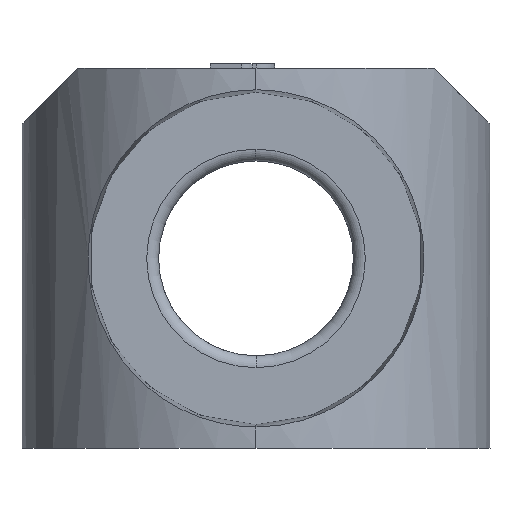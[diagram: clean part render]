
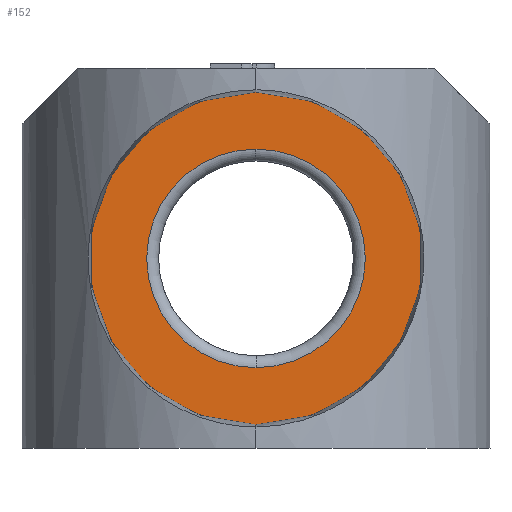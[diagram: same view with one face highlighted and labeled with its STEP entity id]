
A CAD part, left-side view. The second image highlights one B-rep face of the part: STEP entity #152.
In plain terms, the highlighted planar face has unit normal (-1, 0, 0).
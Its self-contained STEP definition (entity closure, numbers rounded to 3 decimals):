
#3 = AXIS2_PLACEMENT_3D ( 'NONE', #261, #502, #263 ) ;
#76 = EDGE_CURVE ( 'NONE', #1660, #1597, #1387, .T. ) ;
#90 = EDGE_CURVE ( 'NONE', #1597, #1660, #1407, .T. ) ;
#94 = EDGE_CURVE ( 'NONE', #1623, #1509, #1408, .T. ) ;
#95 = EDGE_CURVE ( 'NONE', #1509, #1623, #1293, .T. ) ;
#152 = ADVANCED_FACE ( 'NONE', ( #1378, #1297 ), #975, .F. ) ;
#175 = AXIS2_PLACEMENT_3D ( 'NONE', #770, #985, #834 ) ;
#261 = CARTESIAN_POINT ( 'NONE',  ( 1.15, 0., 8. ) ) ;
#263 = DIRECTION ( 'NONE',  ( 0., 0., -1. ) ) ;
#310 = DIRECTION ( 'NONE',  ( 1., 0., 0. ) ) ;
#334 = CARTESIAN_POINT ( 'NONE',  ( 1.15, 0., 8. ) ) ;
#417 = DIRECTION ( 'NONE',  ( 1., 0., 0. ) ) ;
#424 = DIRECTION ( 'NONE',  ( 0., 0., -1. ) ) ;
#502 = DIRECTION ( 'NONE',  ( 1., 0., 0. ) ) ;
#520 = DIRECTION ( 'NONE',  ( 0., 0., -1. ) ) ;
#522 = DIRECTION ( 'NONE',  ( 1., 0., 0. ) ) ;
#524 = CARTESIAN_POINT ( 'NONE',  ( 1.15, 0., 8. ) ) ;
#529 = CARTESIAN_POINT ( 'NONE',  ( 1.15, 0., 8. ) ) ;
#572 = DIRECTION ( 'NONE',  ( 0., 0., -1. ) ) ;
#766 = CARTESIAN_POINT ( 'NONE',  ( 1.15, 0., 1. ) ) ;
#770 = CARTESIAN_POINT ( 'NONE',  ( 1.15, 0., 8. ) ) ;
#810 = CARTESIAN_POINT ( 'NONE',  ( 1.15, 0., 12.6 ) ) ;
#834 = DIRECTION ( 'NONE',  ( 0., 0., -1. ) ) ;
#933 = CARTESIAN_POINT ( 'NONE',  ( 1.15, 0., 3.4 ) ) ;
#975 = PLANE ( 'NONE',  #175 ) ;
#985 = DIRECTION ( 'NONE',  ( 1., 0., 0. ) ) ;
#1153 = CARTESIAN_POINT ( 'NONE',  ( 1.15, 0., 15. ) ) ;
#1293 = CIRCLE ( 'NONE', #1471, 7. ) ;
#1297 = FACE_OUTER_BOUND ( 'NONE', #1404, .T. ) ;
#1346 = EDGE_LOOP ( 'NONE', ( #1523, #1621 ) ) ;
#1378 = FACE_BOUND ( 'NONE', #1346, .T. ) ;
#1387 = CIRCLE ( 'NONE', #3, 4.6 ) ;
#1404 = EDGE_LOOP ( 'NONE', ( #1557, #1531 ) ) ;
#1407 = CIRCLE ( 'NONE', #1469, 4.6 ) ;
#1408 = CIRCLE ( 'NONE', #1466, 7. ) ;
#1466 = AXIS2_PLACEMENT_3D ( 'NONE', #334, #310, #572 ) ;
#1469 = AXIS2_PLACEMENT_3D ( 'NONE', #529, #417, #424 ) ;
#1471 = AXIS2_PLACEMENT_3D ( 'NONE', #524, #522, #520 ) ;
#1509 = VERTEX_POINT ( 'NONE', #1153 ) ;
#1523 = ORIENTED_EDGE ( 'NONE', *, *, #90, .T. ) ;
#1531 = ORIENTED_EDGE ( 'NONE', *, *, #95, .F. ) ;
#1557 = ORIENTED_EDGE ( 'NONE', *, *, #94, .F. ) ;
#1597 = VERTEX_POINT ( 'NONE', #933 ) ;
#1621 = ORIENTED_EDGE ( 'NONE', *, *, #76, .T. ) ;
#1623 = VERTEX_POINT ( 'NONE', #766 ) ;
#1660 = VERTEX_POINT ( 'NONE', #810 ) ;
